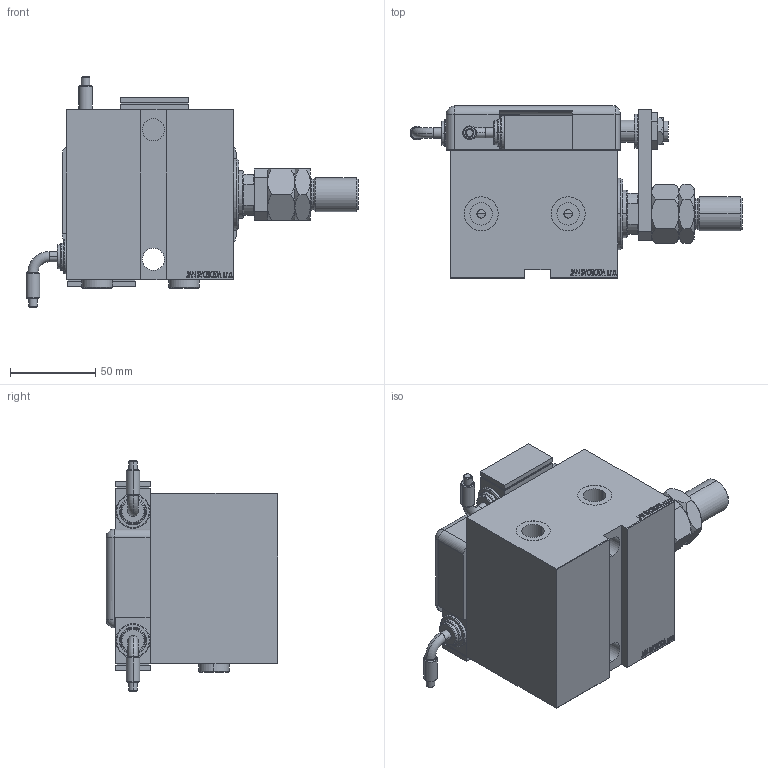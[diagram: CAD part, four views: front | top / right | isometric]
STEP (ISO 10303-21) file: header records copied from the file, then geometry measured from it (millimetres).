
FILE_DESCRIPTION (( 'STEP AP203' ), '1' );
FILE_NAME ('f229.STEP', '2024-02-12T06:03:25', ( '' ), ( '' ), 'SwSTEP 2.0', 'SolidWorks 2019', '' );
FILE_SCHEMA (( 'CONFIG_CONTROL_DESIGN' ));
Length unit declared in the file: millimetre
Products named in the file (15): V450CM_E_VCP eb29102f81e51707aa0a055e8c1dbf0b; SWITCH Q eb29102f81e51707aa0a055e8c1dbf0b; KRYT eb29102f81e51707aa0a055e8c1dbf0b; ZARAZKA_Q eb29102f81e51707aa0a055e8c1dbf0b; NUT_D13 eb29102f81e51707aa0a055e8c1dbf0b; NUT_D19 eb29102f81e51707aa0a055e8c1dbf0b; V450CM_VC_B eb29102f81e51707aa0a055e8c1dbf0b; f229; TYC eb29102f81e51707aa0a055e8c1dbf0b; Q_T_W_MTA eb29102f81e51707aa0a055e8c1dbf0b; V450CM_E_Body eb29102f81e51707aa0a055e8c1dbf0b; MAGNETIC SWITCH Q eb29102f81e51707aa0a055e8c1dbf0b; SWITCH DIM A_G eb29102f81e51707aa0a055e8c1dbf0b; SWITCH_Q_FRONT_BACK eb29102f81e51707aa0a055e8c1dbf0b; Zatka_OIL_PORT eb29102f81e51707aa0a055e8c1dbf0b
Assembly tree (16 placements, depth 3):
  f229
    V450CM_E_Body eb29102f81e51707aa0a055e8c1dbf0b
    V450CM_E_VCP eb29102f81e51707aa0a055e8c1dbf0b
    V450CM_VC_B eb29102f81e51707aa0a055e8c1dbf0b
    MAGNETIC SWITCH Q eb29102f81e51707aa0a055e8c1dbf0b
      SWITCH_Q_FRONT_BACK eb29102f81e51707aa0a055e8c1dbf0b
      TYC eb29102f81e51707aa0a055e8c1dbf0b
      ZARAZKA_Q eb29102f81e51707aa0a055e8c1dbf0b
      SWITCH DIM A_G eb29102f81e51707aa0a055e8c1dbf0b
      NUT_D19 eb29102f81e51707aa0a055e8c1dbf0b
      NUT_D13 eb29102f81e51707aa0a055e8c1dbf0b
      KRYT eb29102f81e51707aa0a055e8c1dbf0b
      SWITCH Q eb29102f81e51707aa0a055e8c1dbf0b  x2
    Q_T_W_MTA eb29102f81e51707aa0a055e8c1dbf0b
    Zatka_OIL_PORT eb29102f81e51707aa0a055e8c1dbf0b  x2
Bounding box: 194.76 x 100.8 x 135.01 mm (x, y, z)
Volume: 843683.3 mm3; surface area: 162417.4 mm2
Topology: 16 solids, 16 shells, 1363 faces, 3408 edges, 2227 vertices
Faces by surface type: plane 669, bspline 475, cylinder 127, cone 66, torus 24, sphere 2
Entity records: 62940 total; most frequent: CARTESIAN_POINT 33438, ORIENTED_EDGE 6480, DIRECTION 4202, EDGE_CURVE 3240, VERTEX_POINT 2126, LINE 1904, VECTOR 1904, EDGE_LOOP 1462
